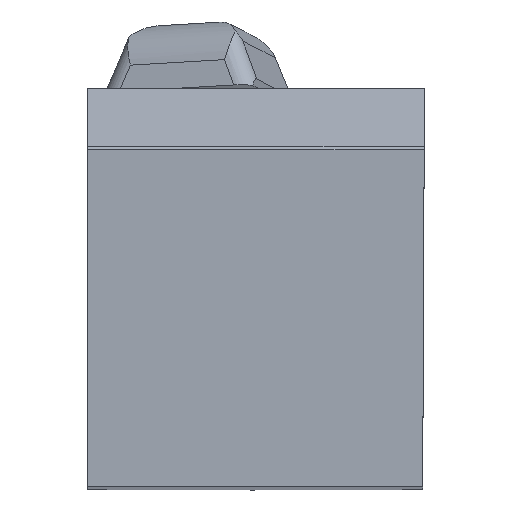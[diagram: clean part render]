
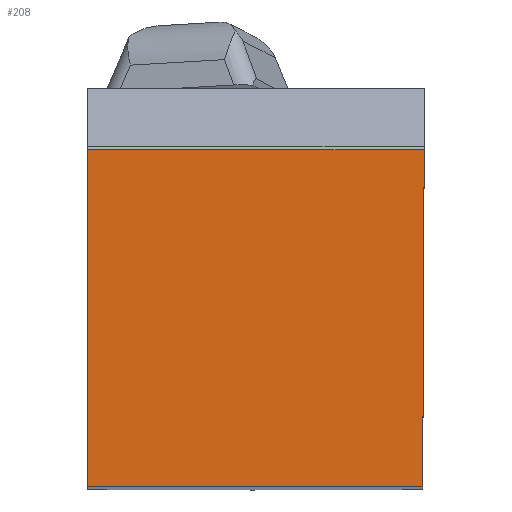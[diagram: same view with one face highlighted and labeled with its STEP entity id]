
A CAD part, top view. The second image highlights one B-rep face of the part: STEP entity #208.
In plain terms, the highlighted planar face has unit normal (0, 0, 1).
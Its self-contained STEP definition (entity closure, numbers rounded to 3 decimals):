
#143=FACE_OUTER_BOUND('',#611,.T.);
#208=ADVANCED_FACE('BLANK_BOXF006',(#143),#266,.F.);
#266=PLANE('',#1456);
#364=LINE('',#2122,#502);
#365=LINE('',#2125,#503);
#366=LINE('',#2127,#504);
#367=LINE('',#2129,#505);
#502=VECTOR('',#1682,1.);
#503=VECTOR('',#1683,1.);
#504=VECTOR('',#1684,1.);
#505=VECTOR('',#1685,1.);
#611=EDGE_LOOP('',(#781,#782,#783,#784));
#781=ORIENTED_EDGE('',*,*,#1222,.F.);
#782=ORIENTED_EDGE('',*,*,#1223,.F.);
#783=ORIENTED_EDGE('',*,*,#1224,.F.);
#784=ORIENTED_EDGE('',*,*,#1225,.F.);
#1083=VERTEX_POINT('',#2123);
#1084=VERTEX_POINT('',#2124);
#1085=VERTEX_POINT('',#2126);
#1086=VERTEX_POINT('',#2128);
#1222=EDGE_CURVE('',#1083,#1084,#364,.T.);
#1223=EDGE_CURVE('',#1085,#1083,#365,.T.);
#1224=EDGE_CURVE('',#1086,#1085,#366,.T.);
#1225=EDGE_CURVE('',#1084,#1086,#367,.T.);
#1456=AXIS2_PLACEMENT_3D('',#2130,#1686,#1687);
#1682=DIRECTION('',(0.,1.,0.));
#1683=DIRECTION('',(-1.,0.,0.));
#1684=DIRECTION('',(-0.004,-1.,0.));
#1685=DIRECTION('',(1.,0.,0.));
#1686=DIRECTION('',(0.,0.,-1.));
#1687=DIRECTION('',(-1.,0.,0.));
#2122=CARTESIAN_POINT('',(-24.875,-162.35,0.));
#2123=CARTESIAN_POINT('',(-24.875,0.,0.));
#2124=CARTESIAN_POINT('',(-24.875,24.875,0.));
#2125=CARTESIAN_POINT('',(162.35,0.,0.));
#2126=CARTESIAN_POINT('',(-0.109,0.,0.));
#2127=CARTESIAN_POINT('',(0.6,162.348,0.));
#2128=CARTESIAN_POINT('',(0.,24.875,0.));
#2129=CARTESIAN_POINT('',(-162.35,24.875,0.));
#2130=CARTESIAN_POINT('',(-29.875,-5.,0.));
